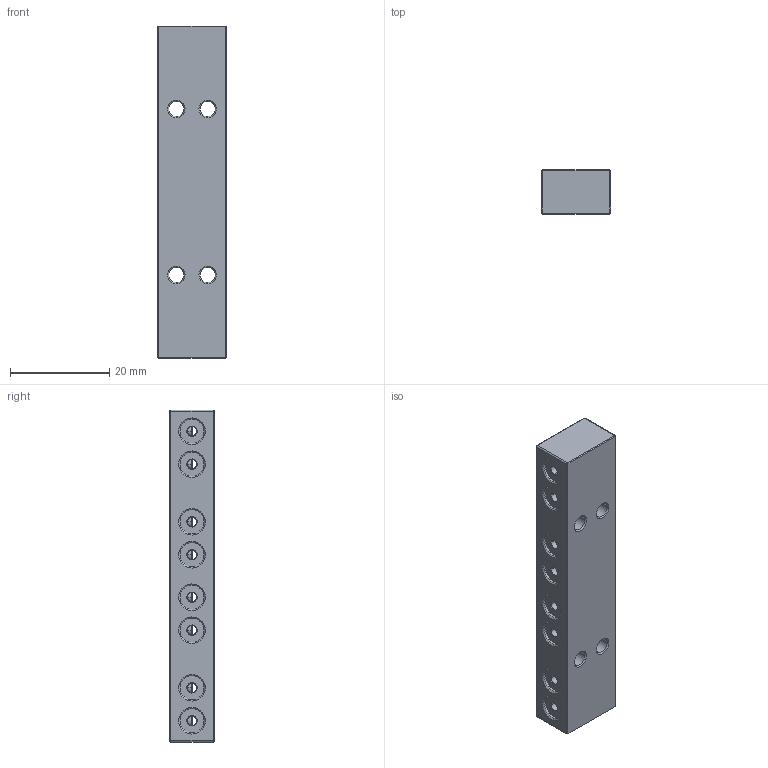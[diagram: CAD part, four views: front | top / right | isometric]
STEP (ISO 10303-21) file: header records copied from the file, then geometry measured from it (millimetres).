
FILE_DESCRIPTION (( 'STEP AP203' ), '1' );
FILE_NAME ('112695.STEP', '2019-10-07T16:28:25', ( '' ), ( '' ), 'SwSTEP 2.0', 'SolidWorks 2012', '' );
FILE_SCHEMA (( 'CONFIG_CONTROL_DESIGN' ));
Length unit declared in the file: centimetre
Products named in the file (1): 112695
Bounding box: 13.97 x 8.89 x 67.06 mm (x, y, z)
Volume: 7457.2 mm3; surface area: 4827.1 mm2
Topology: 1 solids, 1 shells, 545 faces, 1301 edges, 806 vertices
Faces by surface type: cylinder 204, cone 167, plane 142, bspline 32
Entity records: 17764 total; most frequent: CARTESIAN_POINT 5277, DIRECTION 2609, ORIENTED_EDGE 2602, EDGE_CURVE 1301, AXIS2_PLACEMENT_3D 1082, VERTEX_POINT 806, EDGE_LOOP 617, CIRCLE 568
